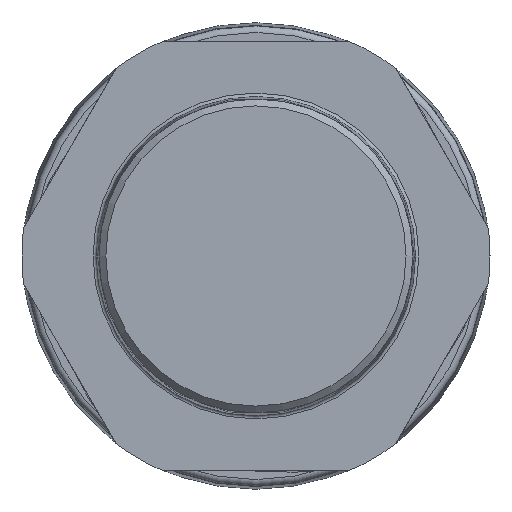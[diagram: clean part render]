
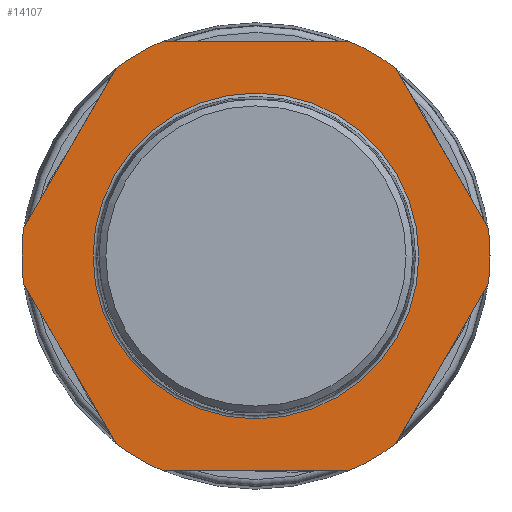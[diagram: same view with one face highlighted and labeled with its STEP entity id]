
A CAD part, left-side view. The second image highlights one B-rep face of the part: STEP entity #14107.
In plain terms, the highlighted planar face has unit normal (-1, 0, 0).
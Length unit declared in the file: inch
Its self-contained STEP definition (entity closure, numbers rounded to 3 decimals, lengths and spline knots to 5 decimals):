
#20=FACE_BOUND('',#3407,.T.);
#1098=LINE('',#29154,#1656);
#1101=LINE('',#29184,#1659);
#1104=LINE('',#29214,#1662);
#1107=LINE('',#29244,#1665);
#1110=LINE('',#29264,#1668);
#1113=LINE('',#29307,#1671);
#1656=VECTOR('',#19455,0.3937);
#1659=VECTOR('',#19460,0.3937);
#1662=VECTOR('',#19465,0.3937);
#1665=VECTOR('',#19470,0.3937);
#1668=VECTOR('',#19475,0.3937);
#1671=VECTOR('',#19480,0.3937);
#1915=PLANE('',#15743);
#2654=FACE_OUTER_BOUND('',#3406,.T.);
#3406=EDGE_LOOP('',(#12361,#12362,#12363,#12364,#12365,#12366,#12367,#12368,
#12369,#12370,#12371,#12372));
#3407=EDGE_LOOP('',(#12373,#12374));
#4266=CIRCLE('',#15727,1.3937);
#4268=CIRCLE('',#15730,1.3937);
#4269=CIRCLE('',#15732,1.3937);
#4272=CIRCLE('',#15736,1.3937);
#4273=CIRCLE('',#15738,1.3937);
#4277=CIRCLE('',#15744,1.3937);
#4278=CIRCLE('',#15745,0.96969);
#4279=CIRCLE('',#15746,0.96969);
#6076=VERTEX_POINT('',#29151);
#6077=VERTEX_POINT('',#29153);
#6080=VERTEX_POINT('',#29181);
#6081=VERTEX_POINT('',#29183);
#6084=VERTEX_POINT('',#29211);
#6085=VERTEX_POINT('',#29213);
#6088=VERTEX_POINT('',#29241);
#6089=VERTEX_POINT('',#29243);
#6092=VERTEX_POINT('',#29261);
#6093=VERTEX_POINT('',#29263);
#6097=VERTEX_POINT('',#29304);
#6098=VERTEX_POINT('',#29306);
#6099=VERTEX_POINT('',#29329);
#6100=VERTEX_POINT('',#29330);
#8159=EDGE_CURVE('',#6077,#6076,#1098,.T.);
#8163=EDGE_CURVE('',#6081,#6080,#1101,.T.);
#8167=EDGE_CURVE('',#6085,#6084,#1104,.T.);
#8171=EDGE_CURVE('',#6089,#6088,#1107,.T.);
#8175=EDGE_CURVE('',#6093,#6092,#1110,.T.);
#8180=EDGE_CURVE('',#6098,#6097,#1113,.T.);
#8183=EDGE_CURVE('',#6098,#6088,#4266,.T.);
#8185=EDGE_CURVE('',#6089,#6084,#4268,.T.);
#8186=EDGE_CURVE('',#6081,#6092,#4269,.T.);
#8189=EDGE_CURVE('',#6085,#6080,#4272,.T.);
#8190=EDGE_CURVE('',#6077,#6097,#4273,.T.);
#8194=EDGE_CURVE('',#6093,#6076,#4277,.T.);
#8195=EDGE_CURVE('',#6099,#6100,#4278,.T.);
#8196=EDGE_CURVE('',#6100,#6099,#4279,.T.);
#12361=ORIENTED_EDGE('',*,*,#8159,.T.);
#12362=ORIENTED_EDGE('',*,*,#8194,.F.);
#12363=ORIENTED_EDGE('',*,*,#8175,.T.);
#12364=ORIENTED_EDGE('',*,*,#8186,.F.);
#12365=ORIENTED_EDGE('',*,*,#8163,.T.);
#12366=ORIENTED_EDGE('',*,*,#8189,.F.);
#12367=ORIENTED_EDGE('',*,*,#8167,.T.);
#12368=ORIENTED_EDGE('',*,*,#8185,.F.);
#12369=ORIENTED_EDGE('',*,*,#8171,.T.);
#12370=ORIENTED_EDGE('',*,*,#8183,.F.);
#12371=ORIENTED_EDGE('',*,*,#8180,.T.);
#12372=ORIENTED_EDGE('',*,*,#8190,.F.);
#12373=ORIENTED_EDGE('',*,*,#8195,.T.);
#12374=ORIENTED_EDGE('',*,*,#8196,.T.);
#14107=ADVANCED_FACE('',(#2654,#20),#1915,.T.);
#15727=AXIS2_PLACEMENT_3D('',#29311,#19486,#19487);
#15730=AXIS2_PLACEMENT_3D('',#29314,#19492,#19493);
#15732=AXIS2_PLACEMENT_3D('',#29316,#19496,#19497);
#15736=AXIS2_PLACEMENT_3D('',#29320,#19504,#19505);
#15738=AXIS2_PLACEMENT_3D('',#29322,#19508,#19509);
#15743=AXIS2_PLACEMENT_3D('',#29327,#19518,#19519);
#15744=AXIS2_PLACEMENT_3D('',#29328,#19520,#19521);
#15745=AXIS2_PLACEMENT_3D('',#29331,#19522,#19523);
#15746=AXIS2_PLACEMENT_3D('',#29332,#19524,#19525);
#19455=DIRECTION('',(0.,-0.5,-0.866));
#19460=DIRECTION('',(0.,-0.5,0.866));
#19465=DIRECTION('',(0.,0.5,0.866));
#19470=DIRECTION('',(0.,1.,0.));
#19475=DIRECTION('',(0.,-1.,0.));
#19480=DIRECTION('',(0.,0.5,-0.866));
#19486=DIRECTION('center_axis',(1.,0.,0.));
#19487=DIRECTION('ref_axis',(0.,0.,
1.));
#19492=DIRECTION('center_axis',(1.,0.,0.));
#19493=DIRECTION('ref_axis',(0.,0.,
1.));
#19496=DIRECTION('center_axis',(1.,0.,0.));
#19497=DIRECTION('ref_axis',(0.,0.,
1.));
#19504=DIRECTION('center_axis',(1.,0.,0.));
#19505=DIRECTION('ref_axis',(0.,0.,
1.));
#19508=DIRECTION('center_axis',(1.,0.,0.));
#19509=DIRECTION('ref_axis',(0.,0.,
1.));
#19518=DIRECTION('center_axis',(-1.,0.,0.));
#19519=DIRECTION('ref_axis',(0.,0.,
-1.));
#19520=DIRECTION('center_axis',(1.,0.,0.));
#19521=DIRECTION('ref_axis',(0.,0.,
1.));
#19522=DIRECTION('center_axis',(1.,0.,0.));
#19523=DIRECTION('ref_axis',(0.,0.,
1.));
#19524=DIRECTION('center_axis',(1.,0.,0.));
#19525=DIRECTION('ref_axis',(0.,0.,
1.));
#29151=CARTESIAN_POINT('',(-1.92213,0.83187,-1.11821));
#29153=CARTESIAN_POINT('',(-1.92213,1.38433,-0.16132));
#29154=CARTESIAN_POINT('',(-1.92213,1.07201,-0.70229));
#29181=CARTESIAN_POINT('',(-1.92213,-1.38433,-0.16132));
#29183=CARTESIAN_POINT('',(-1.92213,-0.83187,-1.11821));
#29184=CARTESIAN_POINT('',(-1.92213,-1.1442,-0.57724));
#29211=CARTESIAN_POINT('',(-1.92213,-0.83187,1.11821));
#29213=CARTESIAN_POINT('',(-1.92213,-1.38433,0.16132));
#29214=CARTESIAN_POINT('',(-1.92213,-1.42043,0.0988));
#29241=CARTESIAN_POINT('',(-1.92213,0.55246,1.27953));
#29243=CARTESIAN_POINT('',(-1.92213,-0.55246,1.27953));
#29244=CARTESIAN_POINT('',(-1.92213,-0.97308,1.27953));
#29261=CARTESIAN_POINT('',(-1.92213,-0.55246,-1.27953));
#29263=CARTESIAN_POINT('',(-1.92213,0.55246,-1.27953));
#29264=CARTESIAN_POINT('',(-1.92213,-0.42062,-1.27953));
#29304=CARTESIAN_POINT('',(-1.92213,1.38433,0.16132));
#29306=CARTESIAN_POINT('',(-1.92213,0.83187,1.11821));
#29307=CARTESIAN_POINT('',(-1.92213,0.79578,1.18073));
#29311=CARTESIAN_POINT('Origin',(-1.92213,0.,
0.));
#29314=CARTESIAN_POINT('Origin',(-1.92213,0.,
0.));
#29316=CARTESIAN_POINT('Origin',(-1.92213,0.,
0.));
#29320=CARTESIAN_POINT('Origin',(-1.92213,0.,
0.));
#29322=CARTESIAN_POINT('Origin',(-1.92213,0.,
0.));
#29327=CARTESIAN_POINT('Origin',(-1.92213,-1.3937,0.));
#29328=CARTESIAN_POINT('Origin',(-1.92213,0.,
0.));
#29329=CARTESIAN_POINT('',(-1.92213,-0.96969,0.));
#29330=CARTESIAN_POINT('',(-1.92213,0.,-0.96969));
#29331=CARTESIAN_POINT('Origin',(-1.92213,0.,
0.));
#29332=CARTESIAN_POINT('Origin',(-1.92213,0.,
0.));
